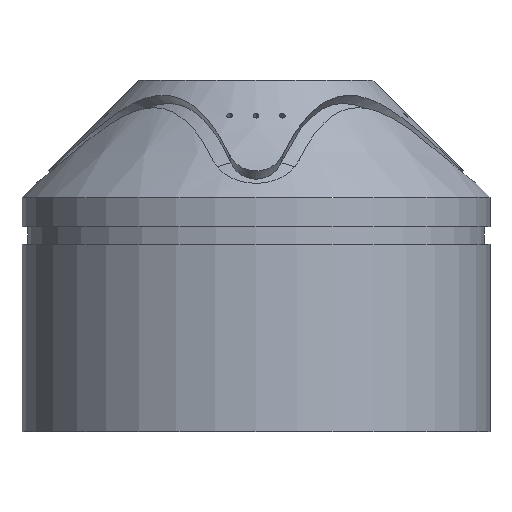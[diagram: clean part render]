
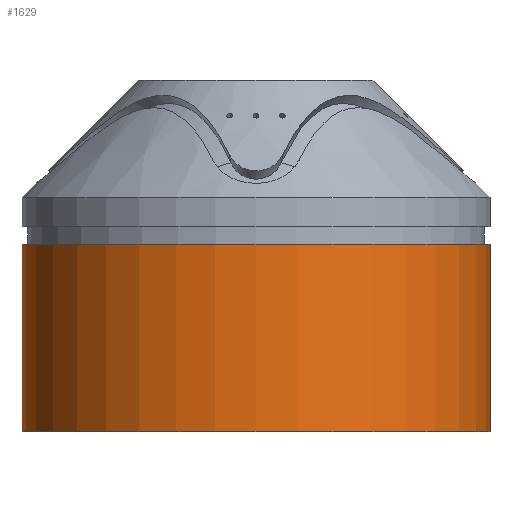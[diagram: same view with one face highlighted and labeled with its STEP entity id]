
A CAD part, front view. The second image highlights one B-rep face of the part: STEP entity #1629.
In plain terms, the highlighted cylindrical face has radius 40 mm (diameter 80 mm), a partial arc.
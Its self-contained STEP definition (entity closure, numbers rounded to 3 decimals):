
#1=DIRECTION('',(0.,0.,1.));
#2=VECTOR('',#1,32.);
#3=CARTESIAN_POINT('',(40.,0.,-60.));
#4=LINE('',#3,#2);
#5=CARTESIAN_POINT('',(0.,0.,-60.));
#6=DIRECTION('',(0.,0.,-1.));
#7=DIRECTION('',(1.,0.,0.));
#8=AXIS2_PLACEMENT_3D('',#5,#6,#7);
#10=DIRECTION('',(0.,0.,1.));
#11=VECTOR('',#10,32.);
#12=CARTESIAN_POINT('',(-40.,0.,-60.));
#13=LINE('',#12,#11);
#19=CARTESIAN_POINT('',(0.,0.,-28.));
#20=DIRECTION('',(0.,0.,-1.));
#21=DIRECTION('',(1.,0.,0.));
#22=AXIS2_PLACEMENT_3D('',#19,#20,#21);
#1493=CARTESIAN_POINT('',(40.,0.,-60.));
#1494=CARTESIAN_POINT('',(40.,0.,-28.));
#1495=VERTEX_POINT('',#1493);
#1496=VERTEX_POINT('',#1494);
#1501=CARTESIAN_POINT('',(-40.,0.,-60.));
#1502=CARTESIAN_POINT('',(-40.,0.,-28.));
#1503=VERTEX_POINT('',#1501);
#1504=VERTEX_POINT('',#1502);
#1615=CARTESIAN_POINT('',(0.,0.,0.));
#1616=DIRECTION('',(0.,0.,1.));
#1617=DIRECTION('',(1.,0.,0.));
#1618=AXIS2_PLACEMENT_3D('',#1615,#1616,#1617);
#1619=CYLINDRICAL_SURFACE('',#1618,40.);
#1621=ORIENTED_EDGE('',*,*,#1620,.F.);
#1622=ORIENTED_EDGE('',*,*,#1608,.T.);
#1624=ORIENTED_EDGE('',*,*,#1623,.T.);
#1626=ORIENTED_EDGE('',*,*,#1625,.F.);
#1627=EDGE_LOOP('',(#1621,#1622,#1624,#1626));
#1628=FACE_OUTER_BOUND('',#1627,.F.);
#9=CIRCLE('',#8,40.);
#23=CIRCLE('',#22,40.);
#1608=EDGE_CURVE('',#1495,#1503,#9,.T.);
#1620=EDGE_CURVE('',#1495,#1496,#4,.T.);
#1623=EDGE_CURVE('',#1503,#1504,#13,.T.);
#1625=EDGE_CURVE('',#1496,#1504,#23,.T.);
#1629=ADVANCED_FACE('',(#1628),#1619,.T.);
